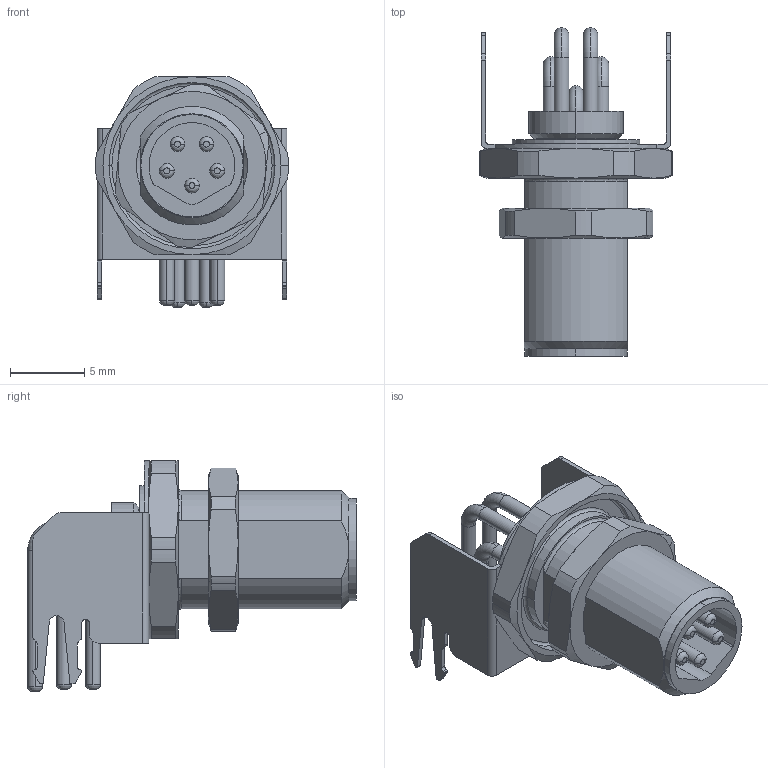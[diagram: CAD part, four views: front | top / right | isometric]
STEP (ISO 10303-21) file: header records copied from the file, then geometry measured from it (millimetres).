
FILE_DESCRIPTION(('FreeCAD Model'),'2;1');
FILE_NAME('M8Ö±½ÇÊ½¹«Í·×éÁ¢_5P001.step', '2017-09-01T15:54:20',('kicad StepUp'),('ksu MCAD'), 'Open CASCADE STEP processor 6.8','FreeCAD','Unknown');
FILE_SCHEMA(('AUTOMOTIVE_DESIGN_CC2 { 1 2 10303 214 -1 1 5 4 }'));
Length unit declared in the file: millimetre
Products named in the file (1): M8眻褒宒鼠芛郪蕾_5P001
Bounding box: 13 x 22.15 x 15.55 mm (x, y, z)
Volume: 946.9 mm3; surface area: 1960.6 mm2
Topology: 1 solids, 3 shells, 278 faces, 699 edges, 445 vertices
Faces by surface type: cylinder 114, plane 88, cone 36, torus 20, revolution 20
Entity records: 10635 total; most frequent: CARTESIAN_POINT 1805, DIRECTION 1529, ORIENTED_EDGE 1398, EDGE_CURVE 699, AXIS2_PLACEMENT_3D 613, VERTEX_POINT 445, CIRCLE 354, FACE_BOUND 300
